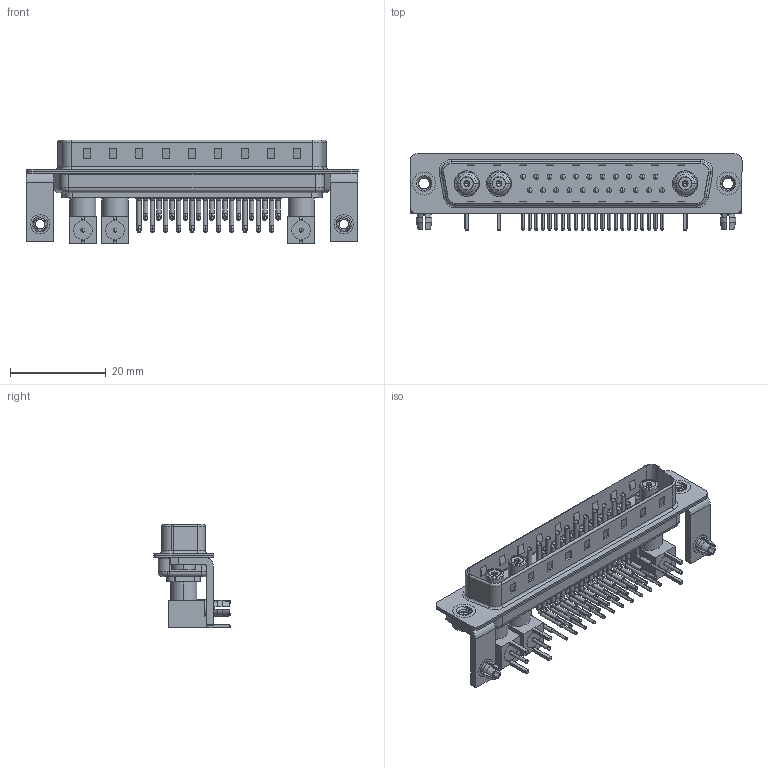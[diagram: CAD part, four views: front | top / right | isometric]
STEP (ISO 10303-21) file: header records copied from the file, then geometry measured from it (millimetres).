
FILE_DESCRIPTION (( 'STEP AP203' ), '1' );
FILE_NAME ('629-25W3240-5TB.STEP', '2022-05-16T04:45:30', ( '' ), ( '' ), 'SwSTEP 2.0', 'SolidWorks 2020', '' );
FILE_SCHEMA (( 'CONFIG_CONTROL_DESIGN' ));
Length unit declared in the file: millimetre
Products named in the file (19): 629-25W3240-5TB; Co-Ax Jack Assy_RA; 629Combo Contact Row 2; 629Combo Contact Row 1; Insulator Socket 2; RA Back Shell; Locking Collar; 629Combo Stabilizer Bracket; 629Combo Shell Front_37 Contacts; Insulator Socket; 629Combo Shell Rear_37 Contacts; Socket_RA; 629Combo Board Lock; 629Combo Threaded Rivet_2; Co-Ax Jack_RA PC Tail; 629Combo Housing_25W3; Insulator RA Pin
Assembly tree (55 placements, depth 3):
  629-25W3240-5TB
    629Combo Housing_25W3
    629Combo Shell Rear_37 Contacts
    629Combo Shell Front_37 Contacts
    629Combo Threaded Rivet_2  x2
    629Combo Stabilizer Bracket  x2
    629Combo Board Lock  x2
    Co-Ax Jack Assy_RA
      Co-Ax Jack_RA PC Tail
      Insulator Socket
      Insulator Socket 2
      Locking Collar
      Socket_RA
      RA Back Shell
      Insulator RA Pin
    Co-Ax Jack Assy_RA
      Co-Ax Jack_RA PC Tail
      Insulator Socket
      Insulator Socket 2
      Locking Collar
      Socket_RA
      RA Back Shell
      Insulator RA Pin
    Co-Ax Jack Assy_RA
      Co-Ax Jack_RA PC Tail
      Insulator Socket
      Insulator Socket 2
      Locking Collar
      Socket_RA
      RA Back Shell
      Insulator RA Pin
    629Combo Contact Row 1  x11
    629Combo Contact Row 2  x11
Bounding box: 69.4 x 16 x 21.71 mm (x, y, z)
Volume: 5150.4 mm3; surface area: 13599.2 mm2
Topology: 52 solids, 52 shells, 3428 faces, 9306 edges, 6015 vertices
Faces by surface type: plane 1850, cylinder 1190, cone 173, bspline 141, torus 68, sphere 6
Entity records: 34985 total; most frequent: CARTESIAN_POINT 7111, DIRECTION 5458, ORIENTED_EDGE 4986, EDGE_CURVE 2493, AXIS2_PLACEMENT_3D 2002, VERTEX_POINT 1609, VECTOR 1454, LINE 1454
